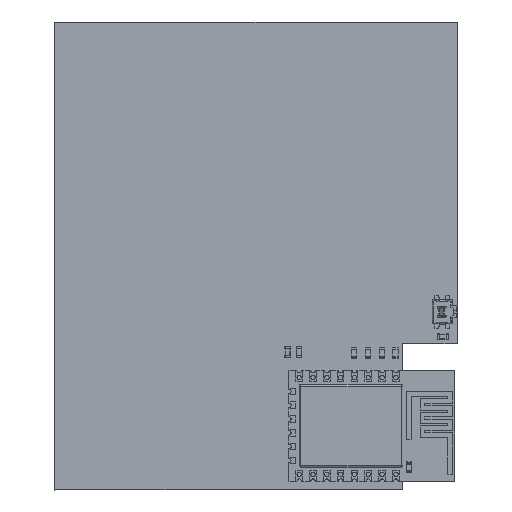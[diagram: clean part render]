
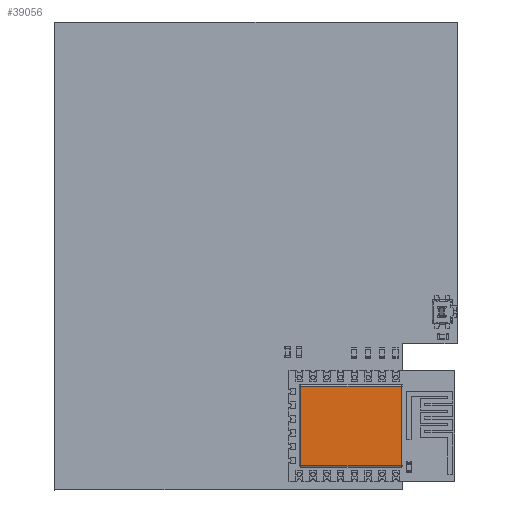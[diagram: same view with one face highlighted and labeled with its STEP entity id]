
A CAD part, top view. The second image highlights one B-rep face of the part: STEP entity #39056.
In plain terms, the highlighted planar face has unit normal (0, 0, 1).
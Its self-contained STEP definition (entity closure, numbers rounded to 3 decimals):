
#38287 = CYLINDRICAL_SURFACE('',#38288,0.25);
#38288 = AXIS2_PLACEMENT_3D('',#38289,#38290,#38291);
#38289 = CARTESIAN_POINT('',(-6.,4.25,2.95));
#38290 = DIRECTION('',(1.,0.,0.));
#38291 = DIRECTION('',(0.,1.,0.));
#38636 = VERTEX_POINT('',#38637);
#38637 = CARTESIAN_POINT('',(-5.75,4.25,3.2));
#38659 = EDGE_CURVE('',#38636,#38660,#38662,.T.);
#38660 = VERTEX_POINT('',#38661);
#38661 = CARTESIAN_POINT('',(5.75,4.25,3.2));
#38662 = SURFACE_CURVE('',#38663,(#38667,#38674),.PCURVE_S1.);
#38663 = LINE('',#38664,#38665);
#38664 = CARTESIAN_POINT('',(-6.,4.25,3.2));
#38665 = VECTOR('',#38666,1.);
#38666 = DIRECTION('',(1.,0.,0.));
#38667 = PCURVE('',#38287,#38668);
#38668 = DEFINITIONAL_REPRESENTATION('',(#38669),#38673);
#38669 = LINE('',#38670,#38671);
#38670 = CARTESIAN_POINT('',(1.571,0.));
#38671 = VECTOR('',#38672,1.);
#38672 = DIRECTION('',(0.,1.));
#38673 = ( GEOMETRIC_REPRESENTATION_CONTEXT(2) 
PARAMETRIC_REPRESENTATION_CONTEXT() REPRESENTATION_CONTEXT('2D SPACE',''
  ) );
#38674 = PCURVE('',#38675,#38680);
#38675 = PLANE('',#38676);
#38676 = AXIS2_PLACEMENT_3D('',#38677,#38678,#38679);
#38677 = CARTESIAN_POINT('',(0.,-3.,3.2));
#38678 = DIRECTION('',(0.,0.,-1.));
#38679 = DIRECTION('',(-1.,0.,0.));
#38680 = DEFINITIONAL_REPRESENTATION('',(#38681),#38685);
#38681 = LINE('',#38682,#38683);
#38682 = CARTESIAN_POINT('',(6.,7.25));
#38683 = VECTOR('',#38684,1.);
#38684 = DIRECTION('',(-1.,0.));
#38685 = ( GEOMETRIC_REPRESENTATION_CONTEXT(2) 
PARAMETRIC_REPRESENTATION_CONTEXT() REPRESENTATION_CONTEXT('2D SPACE',''
  ) );
#38772 = CYLINDRICAL_SURFACE('',#38773,0.25);
#38773 = AXIS2_PLACEMENT_3D('',#38774,#38775,#38776);
#38774 = CARTESIAN_POINT('',(-5.75,-10.5,2.95));
#38775 = DIRECTION('',(0.,1.,0.));
#38776 = DIRECTION('',(-1.,0.,0.));
#38806 = CYLINDRICAL_SURFACE('',#38807,0.25);
#38807 = AXIS2_PLACEMENT_3D('',#38808,#38809,#38810);
#38808 = CARTESIAN_POINT('',(5.75,4.5,2.95));
#38809 = DIRECTION('',(0.,-1.,0.));
#38810 = DIRECTION('',(1.,0.,0.));
#38968 = CYLINDRICAL_SURFACE('',#38969,0.25);
#38969 = AXIS2_PLACEMENT_3D('',#38970,#38971,#38972);
#38970 = CARTESIAN_POINT('',(6.,-10.25,2.95));
#38971 = DIRECTION('',(-1.,0.,0.));
#38972 = DIRECTION('',(0.,-1.,0.));
#39056 = ADVANCED_FACE('',(#39057),#38675,.F.);
#39057 = FACE_BOUND('',#39058,.F.);
#39058 = EDGE_LOOP('',(#39059,#39084,#39105,#39106));
#39059 = ORIENTED_EDGE('',*,*,#39060,.T.);
#39060 = EDGE_CURVE('',#39061,#39063,#39065,.T.);
#39061 = VERTEX_POINT('',#39062);
#39062 = CARTESIAN_POINT('',(5.75,-10.25,3.2));
#39063 = VERTEX_POINT('',#39064);
#39064 = CARTESIAN_POINT('',(-5.75,-10.25,3.2));
#39065 = SURFACE_CURVE('',#39066,(#39070,#39077),.PCURVE_S1.);
#39066 = LINE('',#39067,#39068);
#39067 = CARTESIAN_POINT('',(6.,-10.25,3.2));
#39068 = VECTOR('',#39069,1.);
#39069 = DIRECTION('',(-1.,0.,0.));
#39070 = PCURVE('',#38675,#39071);
#39071 = DEFINITIONAL_REPRESENTATION('',(#39072),#39076);
#39072 = LINE('',#39073,#39074);
#39073 = CARTESIAN_POINT('',(-6.,-7.25));
#39074 = VECTOR('',#39075,1.);
#39075 = DIRECTION('',(1.,0.));
#39076 = ( GEOMETRIC_REPRESENTATION_CONTEXT(2) 
PARAMETRIC_REPRESENTATION_CONTEXT() REPRESENTATION_CONTEXT('2D SPACE',''
  ) );
#39077 = PCURVE('',#38968,#39078);
#39078 = DEFINITIONAL_REPRESENTATION('',(#39079),#39083);
#39079 = LINE('',#39080,#39081);
#39080 = CARTESIAN_POINT('',(1.571,0.));
#39081 = VECTOR('',#39082,1.);
#39082 = DIRECTION('',(0.,1.));
#39083 = ( GEOMETRIC_REPRESENTATION_CONTEXT(2) 
PARAMETRIC_REPRESENTATION_CONTEXT() REPRESENTATION_CONTEXT('2D SPACE',''
  ) );
#39084 = ORIENTED_EDGE('',*,*,#39085,.T.);
#39085 = EDGE_CURVE('',#39063,#38636,#39086,.T.);
#39086 = SURFACE_CURVE('',#39087,(#39091,#39098),.PCURVE_S1.);
#39087 = LINE('',#39088,#39089);
#39088 = CARTESIAN_POINT('',(-5.75,-10.5,3.2));
#39089 = VECTOR('',#39090,1.);
#39090 = DIRECTION('',(0.,1.,0.));
#39091 = PCURVE('',#38675,#39092);
#39092 = DEFINITIONAL_REPRESENTATION('',(#39093),#39097);
#39093 = LINE('',#39094,#39095);
#39094 = CARTESIAN_POINT('',(5.75,-7.5));
#39095 = VECTOR('',#39096,1.);
#39096 = DIRECTION('',(0.,1.));
#39097 = ( GEOMETRIC_REPRESENTATION_CONTEXT(2) 
PARAMETRIC_REPRESENTATION_CONTEXT() REPRESENTATION_CONTEXT('2D SPACE',''
  ) );
#39098 = PCURVE('',#38772,#39099);
#39099 = DEFINITIONAL_REPRESENTATION('',(#39100),#39104);
#39100 = LINE('',#39101,#39102);
#39101 = CARTESIAN_POINT('',(1.571,0.));
#39102 = VECTOR('',#39103,1.);
#39103 = DIRECTION('',(0.,1.));
#39104 = ( GEOMETRIC_REPRESENTATION_CONTEXT(2) 
PARAMETRIC_REPRESENTATION_CONTEXT() REPRESENTATION_CONTEXT('2D SPACE',''
  ) );
#39105 = ORIENTED_EDGE('',*,*,#38659,.T.);
#39106 = ORIENTED_EDGE('',*,*,#39107,.T.);
#39107 = EDGE_CURVE('',#38660,#39061,#39108,.T.);
#39108 = SURFACE_CURVE('',#39109,(#39113,#39120),.PCURVE_S1.);
#39109 = LINE('',#39110,#39111);
#39110 = CARTESIAN_POINT('',(5.75,4.5,3.2));
#39111 = VECTOR('',#39112,1.);
#39112 = DIRECTION('',(0.,-1.,0.));
#39113 = PCURVE('',#38675,#39114);
#39114 = DEFINITIONAL_REPRESENTATION('',(#39115),#39119);
#39115 = LINE('',#39116,#39117);
#39116 = CARTESIAN_POINT('',(-5.75,7.5));
#39117 = VECTOR('',#39118,1.);
#39118 = DIRECTION('',(0.,-1.));
#39119 = ( GEOMETRIC_REPRESENTATION_CONTEXT(2) 
PARAMETRIC_REPRESENTATION_CONTEXT() REPRESENTATION_CONTEXT('2D SPACE',''
  ) );
#39120 = PCURVE('',#38806,#39121);
#39121 = DEFINITIONAL_REPRESENTATION('',(#39122),#39126);
#39122 = LINE('',#39123,#39124);
#39123 = CARTESIAN_POINT('',(1.571,0.));
#39124 = VECTOR('',#39125,1.);
#39125 = DIRECTION('',(0.,1.));
#39126 = ( GEOMETRIC_REPRESENTATION_CONTEXT(2) 
PARAMETRIC_REPRESENTATION_CONTEXT() REPRESENTATION_CONTEXT('2D SPACE',''
  ) );
